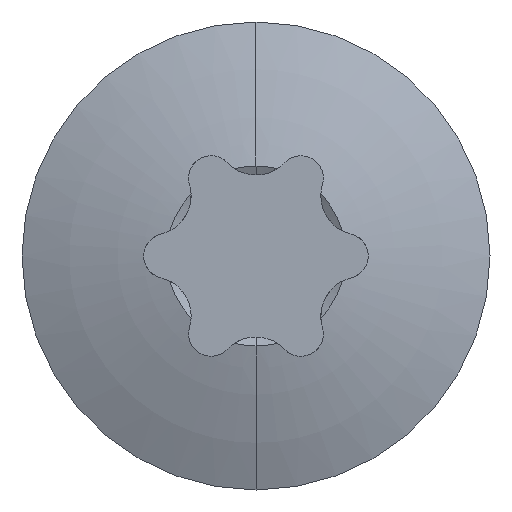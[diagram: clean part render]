
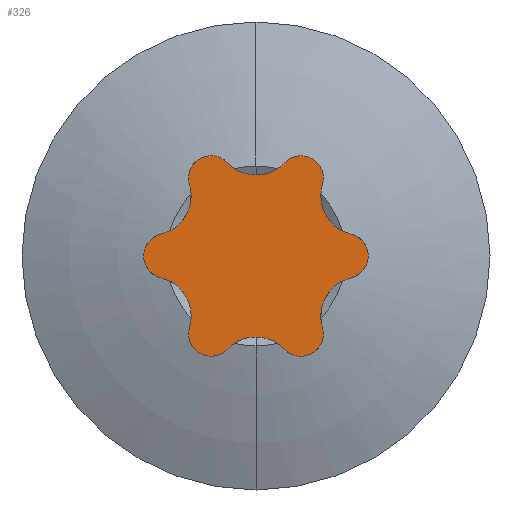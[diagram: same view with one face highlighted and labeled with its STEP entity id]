
A CAD part, left-side view. The second image highlights one B-rep face of the part: STEP entity #326.
In plain terms, the highlighted planar face has unit normal (-1, 0, 0).
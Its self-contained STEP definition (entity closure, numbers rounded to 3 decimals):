
#326=ADVANCED_FACE('',(#712),#713,.F.);
#712=FACE_OUTER_BOUND('',#1160,.T.);
#713=PLANE('',#1161);
#1160=EDGE_LOOP('',(#1972,#1973,#1974,#1975,#1976,#1977,#1978,#1979,#1980,#1981,#1982,#1983));
#1161=AXIS2_PLACEMENT_3D('',#1984,#1985,#1986);
#1972=ORIENTED_EDGE('',*,*,#2906,.T.);
#1973=ORIENTED_EDGE('',*,*,#2902,.T.);
#1974=ORIENTED_EDGE('',*,*,#2899,.T.);
#1975=ORIENTED_EDGE('',*,*,#2895,.T.);
#1976=ORIENTED_EDGE('',*,*,#2936,.T.);
#1977=ORIENTED_EDGE('',*,*,#2933,.T.);
#1978=ORIENTED_EDGE('',*,*,#2940,.T.);
#1979=ORIENTED_EDGE('',*,*,#2945,.T.);
#1980=ORIENTED_EDGE('',*,*,#2949,.T.);
#1981=ORIENTED_EDGE('',*,*,#2953,.T.);
#1982=ORIENTED_EDGE('',*,*,#2928,.T.);
#1983=ORIENTED_EDGE('',*,*,#2909,.T.);
#1984=CARTESIAN_POINT('',(-1.308,0.,0.));
#1985=DIRECTION('',(1.0,0.0,0.0));
#1986=DIRECTION('',(0.0,0.0,-1.0));
#2895=EDGE_CURVE('',#3521,#3519,#3522,.T.);
#2899=EDGE_CURVE('',#3526,#3521,#3527,.T.);
#2902=EDGE_CURVE('',#3530,#3526,#3531,.T.);
#2906=EDGE_CURVE('',#3535,#3530,#3536,.T.);
#2909=EDGE_CURVE('',#3539,#3535,#3540,.T.);
#2928=EDGE_CURVE('',#3567,#3539,#3568,.T.);
#2933=EDGE_CURVE('',#3575,#3573,#3576,.T.);
#2936=EDGE_CURVE('',#3519,#3575,#3579,.T.);
#2940=EDGE_CURVE('',#3573,#3583,#3585,.T.);
#2945=EDGE_CURVE('',#3583,#3590,#3592,.T.);
#2949=EDGE_CURVE('',#3590,#3596,#3598,.T.);
#2953=EDGE_CURVE('',#3596,#3567,#3602,.T.);
#3519=VERTEX_POINT('',#4580);
#3521=VERTEX_POINT('',#4583);
#3522=CIRCLE('',#4584,0.422);
#3526=VERTEX_POINT('',#4602);
#3527=CIRCLE('',#4603,0.24);
#3530=VERTEX_POINT('',#4607);
#3531=CIRCLE('',#4608,0.422);
#3535=VERTEX_POINT('',#4626);
#3536=CIRCLE('',#4627,0.24);
#3539=VERTEX_POINT('',#4631);
#3540=CIRCLE('',#4632,0.422);
#3567=VERTEX_POINT('',#4742);
#3568=CIRCLE('',#4743,0.24);
#3573=VERTEX_POINT('',#4760);
#3575=VERTEX_POINT('',#4763);
#3576=CIRCLE('',#4764,0.422);
#3579=CIRCLE('',#4768,0.24);
#3583=VERTEX_POINT('',#4791);
#3585=CIRCLE('',#4794,0.24);
#3590=VERTEX_POINT('',#4825);
#3592=CIRCLE('',#4828,0.422);
#3596=VERTEX_POINT('',#4849);
#3598=CIRCLE('',#4852,0.24);
#3602=CIRCLE('',#4878,0.422);
#4580=CARTESIAN_POINT('',(-1.308,0.711,-0.763));
#4583=CARTESIAN_POINT('',(-1.308,1.016,-0.234));
#4584=AXIS2_PLACEMENT_3D('',#5431,#5432,#5433);
#4602=CARTESIAN_POINT('',(-1.308,1.016,0.234));
#4603=AXIS2_PLACEMENT_3D('',#5435,#5436,#5437);
#4607=CARTESIAN_POINT('',(-1.308,0.711,0.763));
#4608=AXIS2_PLACEMENT_3D('',#5439,#5440,#5441);
#4626=CARTESIAN_POINT('',(-1.308,0.306,0.997));
#4627=AXIS2_PLACEMENT_3D('',#5443,#5444,#5445);
#4631=CARTESIAN_POINT('',(-1.308,-0.306,0.997));
#4632=AXIS2_PLACEMENT_3D('',#5447,#5448,#5449);
#4742=CARTESIAN_POINT('',(-1.308,-0.71,0.763));
#4743=AXIS2_PLACEMENT_3D('',#5463,#5464,#5465);
#4760=CARTESIAN_POINT('',(-1.308,-0.306,-0.997));
#4763=CARTESIAN_POINT('',(-1.308,0.306,-0.997));
#4764=AXIS2_PLACEMENT_3D('',#5468,#5469,#5470);
#4768=AXIS2_PLACEMENT_3D('',#5472,#5473,#5474);
#4791=CARTESIAN_POINT('',(-1.308,-0.71,-0.763));
#4794=AXIS2_PLACEMENT_3D('',#5476,#5477,#5478);
#4825=CARTESIAN_POINT('',(-1.308,-1.016,-0.234));
#4828=AXIS2_PLACEMENT_3D('',#5480,#5481,#5482);
#4849=CARTESIAN_POINT('',(-1.308,-1.016,0.234));
#4852=AXIS2_PLACEMENT_3D('',#5484,#5485,#5486);
#4878=AXIS2_PLACEMENT_3D('',#5487,#5488,#5489);
#5431=CARTESIAN_POINT('',(-1.308,1.115,-0.644));
#5432=DIRECTION('',(1.0,0.0,0.0));
#5433=DIRECTION('',(0.0,-0.234,0.972));
#5435=CARTESIAN_POINT('',(-1.308,0.96,0.));
#5436=DIRECTION('',(-1.0,0.0,0.0));
#5437=DIRECTION('',(0.0,0.235,-0.972));
#5439=CARTESIAN_POINT('',(-1.308,1.115,0.644));
#5440=DIRECTION('',(1.0,0.0,0.0));
#5441=DIRECTION('',(0.0,-0.959,0.283));
#5443=CARTESIAN_POINT('',(-1.308,0.48,0.831));
#5444=DIRECTION('',(-1.0,0.0,0.0));
#5445=DIRECTION('',(0.0,0.959,-0.283));
#5447=CARTESIAN_POINT('',(-1.308,0.,1.287));
#5448=DIRECTION('',(1.0,0.0,0.0));
#5449=DIRECTION('',(0.0,-0.725,-0.689));
#5463=CARTESIAN_POINT('',(-1.308,-0.48,0.831));
#5464=DIRECTION('',(-1.0,0.0,0.0));
#5465=DIRECTION('',(0.0,0.724,0.689));
#5468=CARTESIAN_POINT('',(-1.308,0.,-1.287));
#5469=DIRECTION('',(1.0,0.0,-0.0));
#5470=DIRECTION('',(0.0,0.725,0.689));
#5472=CARTESIAN_POINT('',(-1.308,0.48,-0.831));
#5473=DIRECTION('',(-1.0,-0.0,0.0));
#5474=DIRECTION('',(0.0,-0.724,-0.689));
#5476=CARTESIAN_POINT('',(-1.308,-0.48,-0.831));
#5477=DIRECTION('',(-1.0,0.0,0.0));
#5478=DIRECTION('',(0.0,-0.959,0.283));
#5480=CARTESIAN_POINT('',(-1.308,-1.115,-0.644));
#5481=DIRECTION('',(1.0,0.0,0.0));
#5482=DIRECTION('',(0.0,0.959,-0.283));
#5484=CARTESIAN_POINT('',(-1.308,-0.959,0.));
#5485=DIRECTION('',(-1.0,0.0,0.0));
#5486=DIRECTION('',(0.0,-0.235,0.972));
#5487=CARTESIAN_POINT('',(-1.308,-1.115,0.644));
#5488=DIRECTION('',(1.0,0.0,0.0));
#5489=DIRECTION('',(0.0,0.234,-0.972));
